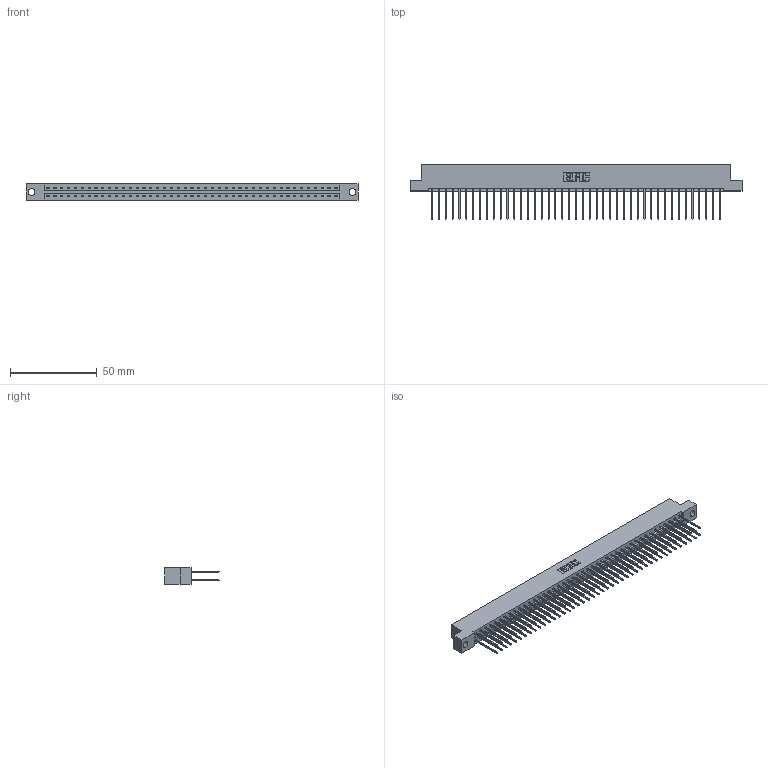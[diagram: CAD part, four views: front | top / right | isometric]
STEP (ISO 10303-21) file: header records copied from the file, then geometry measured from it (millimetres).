
FILE_DESCRIPTION (( 'STEP AP203' ), '1' );
FILE_NAME ('833-086-542-204.STEP', '2020-06-06T03:34:56', ( '' ), ( '' ), 'SwSTEP 2.0', 'SolidWorks 2020', '' );
FILE_SCHEMA (( 'CONFIG_CONTROL_DESIGN' ));
Length unit declared in the file: inch
Products named in the file (3): 833-086-542-204; 345-292-001_345-293-142; 833 Part_Flush - .156 Dia - TH
Assembly tree (87 placements, depth 2):
  833-086-542-204
    833 Part_Flush - .156 Dia - TH
    345-292-001_345-293-142  x86
Bounding box: 191.92 x 31.63 x 9.4 mm (x, y, z)
Volume: 19916.6 mm3; surface area: 25340.1 mm2
Topology: 87 solids, 87 shells, 4586 faces, 13641 edges, 8978 vertices
Faces by surface type: plane 3166, cylinder 1420
Entity records: 27555 total; most frequent: CARTESIAN_POINT 4566, ORIENTED_EDGE 4502, DIRECTION 3899, EDGE_CURVE 2251, LINE 2123, VECTOR 2123, VERTEX_POINT 1498, AXIS2_PLACEMENT_3D 888
